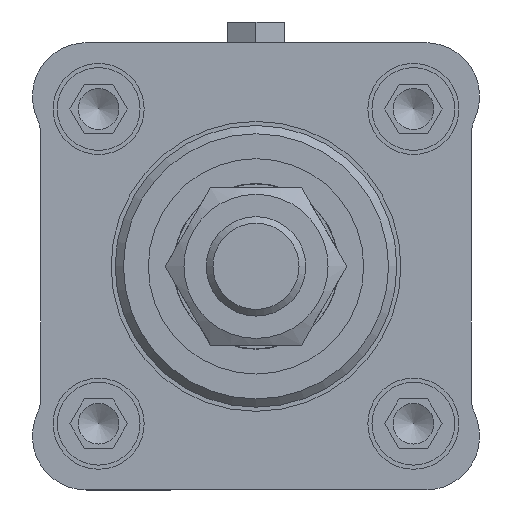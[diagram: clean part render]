
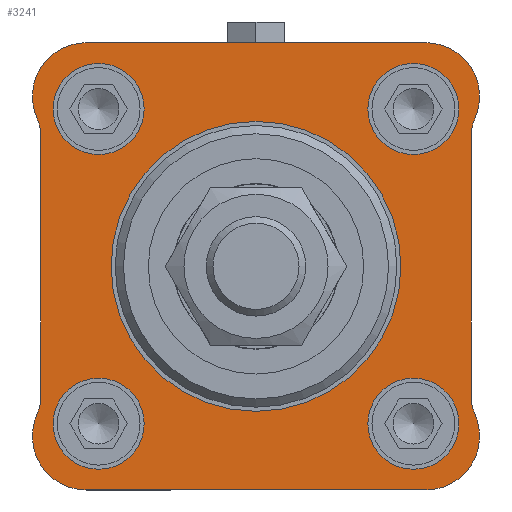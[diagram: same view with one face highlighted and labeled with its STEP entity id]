
A CAD part, front view. The second image highlights one B-rep face of the part: STEP entity #3241.
In plain terms, the highlighted face is planar.
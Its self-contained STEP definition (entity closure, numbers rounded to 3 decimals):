
#143=LINE('',#5131,#379);
#149=LINE('',#5155,#385);
#150=LINE('',#5161,#386);
#151=LINE('',#5166,#387);
#379=VECTOR('',#4137,31.835);
#385=VECTOR('',#4161,41.);
#386=VECTOR('',#4166,31.835);
#387=VECTOR('',#4171,41.);
#588=PLANE('',#3528);
#784=FACE_BOUND('',#1219,.T.);
#785=FACE_BOUND('',#1220,.T.);
#786=FACE_BOUND('',#1221,.T.);
#787=FACE_BOUND('',#1222,.T.);
#788=FACE_BOUND('',#1223,.T.);
#951=FACE_OUTER_BOUND('',#1218,.T.);
#1218=EDGE_LOOP('',(#2587,#2588,#2589,#2590,#2591,#2592,#2593,#2594,#2595,
#2596,#2597,#2598));
#1219=EDGE_LOOP('',(#2599));
#1220=EDGE_LOOP('',(#2600));
#1221=EDGE_LOOP('',(#2601));
#1222=EDGE_LOOP('',(#2602));
#1223=EDGE_LOOP('',(#2603));
#1474=CIRCLE('',#3491,5.5);
#1476=CIRCLE('',#3495,5.5);
#1478=CIRCLE('',#3499,5.5);
#1480=CIRCLE('',#3503,5.5);
#1488=CIRCLE('',#3518,17.5);
#1489=CIRCLE('',#3523,4.5);
#1491=CIRCLE('',#3526,4.5);
#1493=CIRCLE('',#3529,6.5);
#1494=CIRCLE('',#3530,6.5);
#1495=CIRCLE('',#3531,6.5);
#1496=CIRCLE('',#3532,4.5);
#1497=CIRCLE('',#3533,4.5);
#1498=CIRCLE('',#3534,6.5);
#1688=VERTEX_POINT('',#5083);
#1690=VERTEX_POINT('',#5089);
#1692=VERTEX_POINT('',#5095);
#1694=VERTEX_POINT('',#5101);
#1702=VERTEX_POINT('',#5124);
#1703=VERTEX_POINT('',#5129);
#1704=VERTEX_POINT('',#5130);
#1707=VERTEX_POINT('',#5138);
#1709=VERTEX_POINT('',#5144);
#1711=VERTEX_POINT('',#5150);
#1712=VERTEX_POINT('',#5152);
#1713=VERTEX_POINT('',#5154);
#1714=VERTEX_POINT('',#5156);
#1715=VERTEX_POINT('',#5158);
#1716=VERTEX_POINT('',#5160);
#1717=VERTEX_POINT('',#5162);
#1718=VERTEX_POINT('',#5164);
#2026=EDGE_CURVE('',#1688,#1688,#1474,.T.);
#2028=EDGE_CURVE('',#1690,#1690,#1476,.T.);
#2030=EDGE_CURVE('',#1692,#1692,#1478,.T.);
#2032=EDGE_CURVE('',#1694,#1694,#1480,.T.);
#2040=EDGE_CURVE('',#1702,#1702,#1488,.T.);
#2041=EDGE_CURVE('',#1703,#1704,#143,.T.);
#2045=EDGE_CURVE('',#1707,#1703,#1489,.T.);
#2048=EDGE_CURVE('',#1704,#1709,#1491,.T.);
#2051=EDGE_CURVE('',#1711,#1707,#1493,.T.);
#2052=EDGE_CURVE('',#1712,#1709,#1494,.T.);
#2053=EDGE_CURVE('',#1713,#1712,#149,.T.);
#2054=EDGE_CURVE('',#1713,#1714,#1495,.T.);
#2055=EDGE_CURVE('',#1714,#1715,#1496,.T.);
#2056=EDGE_CURVE('',#1715,#1716,#150,.T.);
#2057=EDGE_CURVE('',#1716,#1717,#1497,.T.);
#2058=EDGE_CURVE('',#1718,#1717,#1498,.T.);
#2059=EDGE_CURVE('',#1711,#1718,#151,.T.);
#2587=ORIENTED_EDGE('',*,*,#2051,.T.);
#2588=ORIENTED_EDGE('',*,*,#2045,.T.);
#2589=ORIENTED_EDGE('',*,*,#2041,.T.);
#2590=ORIENTED_EDGE('',*,*,#2048,.T.);
#2591=ORIENTED_EDGE('',*,*,#2052,.F.);
#2592=ORIENTED_EDGE('',*,*,#2053,.F.);
#2593=ORIENTED_EDGE('',*,*,#2054,.T.);
#2594=ORIENTED_EDGE('',*,*,#2055,.T.);
#2595=ORIENTED_EDGE('',*,*,#2056,.T.);
#2596=ORIENTED_EDGE('',*,*,#2057,.T.);
#2597=ORIENTED_EDGE('',*,*,#2058,.F.);
#2598=ORIENTED_EDGE('',*,*,#2059,.F.);
#2599=ORIENTED_EDGE('',*,*,#2026,.T.);
#2600=ORIENTED_EDGE('',*,*,#2028,.T.);
#2601=ORIENTED_EDGE('',*,*,#2030,.T.);
#2602=ORIENTED_EDGE('',*,*,#2032,.T.);
#2603=ORIENTED_EDGE('',*,*,#2040,.T.);
#3241=ADVANCED_FACE('',(#951,#784,#785,#786,#787,#788),#588,.F.);
#3491=AXIS2_PLACEMENT_3D('',#5084,#4075,#4076);
#3495=AXIS2_PLACEMENT_3D('',#5090,#4083,#4084);
#3499=AXIS2_PLACEMENT_3D('',#5096,#4091,#4092);
#3503=AXIS2_PLACEMENT_3D('',#5102,#4099,#4100);
#3518=AXIS2_PLACEMENT_3D('',#5125,#4129,#4130);
#3523=AXIS2_PLACEMENT_3D('',#5139,#4143,#4144);
#3526=AXIS2_PLACEMENT_3D('',#5145,#4150,#4151);
#3528=AXIS2_PLACEMENT_3D('',#5149,#4155,#4156);
#3529=AXIS2_PLACEMENT_3D('',#5151,#4157,#4158);
#3530=AXIS2_PLACEMENT_3D('',#5153,#4159,#4160);
#3531=AXIS2_PLACEMENT_3D('',#5157,#4162,#4163);
#3532=AXIS2_PLACEMENT_3D('',#5159,#4164,#4165);
#3533=AXIS2_PLACEMENT_3D('',#5163,#4167,#4168);
#3534=AXIS2_PLACEMENT_3D('',#5165,#4169,#4170);
#4075=DIRECTION('center_axis',(0.,0.,1.));
#4076=DIRECTION('ref_axis',(1.,0.,0.));
#4083=DIRECTION('center_axis',(0.,0.,1.));
#4084=DIRECTION('ref_axis',(1.,0.,0.));
#4091=DIRECTION('center_axis',(0.,0.,1.));
#4092=DIRECTION('ref_axis',(1.,0.,0.));
#4099=DIRECTION('center_axis',(0.,0.,1.));
#4100=DIRECTION('ref_axis',(1.,0.,0.));
#4129=DIRECTION('center_axis',(0.,0.,1.));
#4130=DIRECTION('ref_axis',(1.,0.,0.));
#4137=DIRECTION('',(0.,1.,0.));
#4143=DIRECTION('center_axis',(0.,0.,1.));
#4144=DIRECTION('ref_axis',(1.,0.,0.));
#4150=DIRECTION('center_axis',(0.,0.,1.));
#4151=DIRECTION('ref_axis',(0.909,0.417,0.));
#4155=DIRECTION('center_axis',(0.,0.,1.));
#4156=DIRECTION('ref_axis',(1.,0.,0.));
#4157=DIRECTION('center_axis',(0.,0.,-1.));
#4158=DIRECTION('ref_axis',(1.,0.,0.));
#4159=DIRECTION('center_axis',(0.,0.,1.));
#4160=DIRECTION('ref_axis',(0.,1.,0.));
#4161=DIRECTION('',(-1.,0.,0.));
#4162=DIRECTION('center_axis',(0.,0.,-1.));
#4163=DIRECTION('ref_axis',(-0.909,0.417,0.));
#4164=DIRECTION('center_axis',(0.,0.,1.));
#4165=DIRECTION('ref_axis',(-0.909,0.417,0.));
#4166=DIRECTION('',(0.,-1.,0.));
#4167=DIRECTION('center_axis',(0.,0.,1.));
#4168=DIRECTION('ref_axis',(-1.,0.,0.));
#4169=DIRECTION('center_axis',(0.,0.,1.));
#4170=DIRECTION('ref_axis',(0.,-1.,0.));
#4171=DIRECTION('',(1.,0.,0.));
#5083=CARTESIAN_POINT('',(-24.5,-19.,0.));
#5084=CARTESIAN_POINT('Origin',(-19.,-19.,0.));
#5089=CARTESIAN_POINT('',(13.5,19.,0.));
#5090=CARTESIAN_POINT('Origin',(19.,19.,0.));
#5095=CARTESIAN_POINT('',(-24.5,19.,0.));
#5096=CARTESIAN_POINT('Origin',(-19.,19.,0.));
#5101=CARTESIAN_POINT('',(13.5,-19.,0.));
#5102=CARTESIAN_POINT('Origin',(19.,-19.,0.));
#5124=CARTESIAN_POINT('',(-17.5,0.,0.));
#5125=CARTESIAN_POINT('Origin',(0.,0.,0.));
#5129=CARTESIAN_POINT('',(-26.,-15.917,0.));
#5130=CARTESIAN_POINT('',(-26.,15.917,0.));
#5131=CARTESIAN_POINT('',(-26.,-7.959,0.));
#5138=CARTESIAN_POINT('',(-26.409,-17.792,0.));
#5139=CARTESIAN_POINT('Origin',(-30.5,-15.917,0.));
#5144=CARTESIAN_POINT('',(-26.409,17.792,0.));
#5145=CARTESIAN_POINT('Origin',(-30.5,15.917,0.));
#5149=CARTESIAN_POINT('Origin',(0.,0.,
0.));
#5150=CARTESIAN_POINT('',(-20.5,-27.,0.));
#5151=CARTESIAN_POINT('Origin',(-20.5,-20.5,0.));
#5152=CARTESIAN_POINT('',(-20.5,27.,0.));
#5153=CARTESIAN_POINT('Origin',(-20.5,20.5,0.));
#5154=CARTESIAN_POINT('',(20.5,27.,0.));
#5155=CARTESIAN_POINT('',(20.5,27.,0.));
#5156=CARTESIAN_POINT('',(26.409,17.792,0.));
#5157=CARTESIAN_POINT('Origin',(20.5,20.5,0.));
#5158=CARTESIAN_POINT('',(26.,15.917,0.));
#5159=CARTESIAN_POINT('Origin',(30.5,15.917,0.));
#5160=CARTESIAN_POINT('',(26.,-15.917,0.));
#5161=CARTESIAN_POINT('',(26.,-7.959,0.));
#5162=CARTESIAN_POINT('',(26.409,-17.792,0.));
#5163=CARTESIAN_POINT('Origin',(30.5,-15.917,0.));
#5164=CARTESIAN_POINT('',(20.5,-27.,0.));
#5165=CARTESIAN_POINT('Origin',(20.5,-20.5,0.));
#5166=CARTESIAN_POINT('',(-20.5,-27.,0.));
